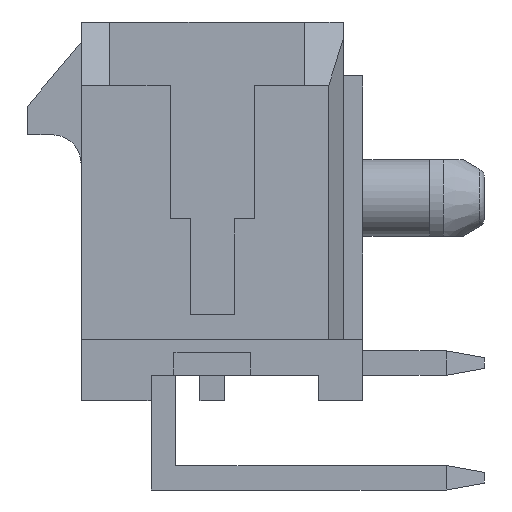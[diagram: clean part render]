
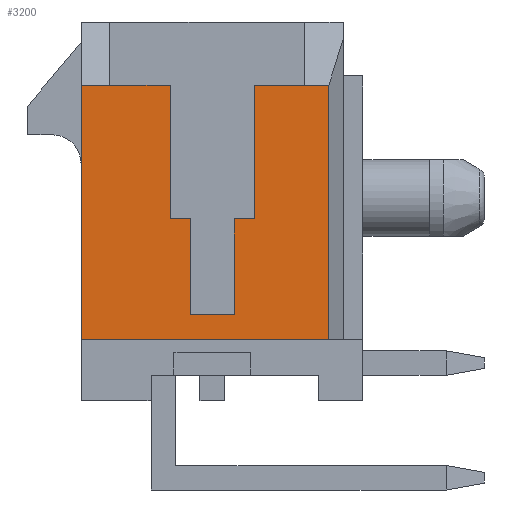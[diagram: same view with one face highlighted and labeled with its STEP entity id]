
A CAD part, left-side view. The second image highlights one B-rep face of the part: STEP entity #3200.
In plain terms, the highlighted planar face has unit normal (-1, 0, 0).
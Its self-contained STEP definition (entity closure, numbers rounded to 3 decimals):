
#187 = ORIENTED_EDGE ( 'NONE', *, *, #15639, .T. ) ;
#269 = LINE ( 'NONE', #16979, #13933 ) ;
#375 = CARTESIAN_POINT ( 'NONE',  ( -27.325, 7.37, 0.61 ) ) ;
#801 = CARTESIAN_POINT ( 'NONE',  ( -27.325, 5.04, 7.27 ) ) ;
#804 = ORIENTED_EDGE ( 'NONE', *, *, #15797, .F. ) ;
#808 = LINE ( 'NONE', #18741, #16867 ) ;
#816 = ORIENTED_EDGE ( 'NONE', *, *, #16053, .F. ) ;
#1070 = CARTESIAN_POINT ( 'NONE',  ( -27.325, 3.365, 3.77 ) ) ;
#1155 = ORIENTED_EDGE ( 'NONE', *, *, #2560, .F. ) ;
#1476 = EDGE_CURVE ( 'NONE', #7943, #16336, #269, .T. ) ;
#1622 = DIRECTION ( 'NONE',  ( 0., 1., 0. ) ) ;
#1640 = CARTESIAN_POINT ( 'NONE',  ( -27.325, 4.515, 3.77 ) ) ;
#1900 = EDGE_CURVE ( 'NONE', #15052, #6426, #12069, .T. ) ;
#1928 = VECTOR ( 'NONE', #19673, 1000. ) ;
#1942 = LINE ( 'NONE', #10165, #7465 ) ;
#2127 = VERTEX_POINT ( 'NONE', #11169 ) ;
#2185 = ORIENTED_EDGE ( 'NONE', *, *, #14431, .T. ) ;
#2312 = CARTESIAN_POINT ( 'NONE',  ( -27.325, 4.515, 1.27 ) ) ;
#2560 = EDGE_CURVE ( 'NONE', #17669, #6223, #7229, .T. ) ;
#2629 = DIRECTION ( 'NONE',  ( 0., 1., 0. ) ) ;
#2997 = ORIENTED_EDGE ( 'NONE', *, *, #6114, .T. ) ;
#3107 = CARTESIAN_POINT ( 'NONE',  ( -27.325, 1.53, 7.27 ) ) ;
#3200 = ADVANCED_FACE ( 'NONE', ( #15197 ), #7039, .F. ) ;
#3435 = LINE ( 'NONE', #13189, #10536 ) ;
#3738 = CARTESIAN_POINT ( 'NONE',  ( -27.325, 5.04, 7.27 ) ) ;
#3932 = VERTEX_POINT ( 'NONE', #11551 ) ;
#3986 = DIRECTION ( 'NONE',  ( 0., 1., 0. ) ) ;
#4013 = VECTOR ( 'NONE', #8293, 1000. ) ;
#4226 = DIRECTION ( 'NONE',  ( 0., 0., -1. ) ) ;
#4390 = LINE ( 'NONE', #16102, #4622 ) ;
#4487 = EDGE_CURVE ( 'NONE', #16336, #3932, #5652, .T. ) ;
#4622 = VECTOR ( 'NONE', #21100, 1000. ) ;
#4770 = ORIENTED_EDGE ( 'NONE', *, *, #10570, .F. ) ;
#5024 = EDGE_CURVE ( 'NONE', #6223, #2127, #3435, .T. ) ;
#5339 = DIRECTION ( 'NONE',  ( 0., 0., -1. ) ) ;
#5363 = VECTOR ( 'NONE', #8585, 1000. ) ;
#5630 = VERTEX_POINT ( 'NONE', #5659 ) ;
#5652 = LINE ( 'NONE', #5877, #10130 ) ;
#5659 = CARTESIAN_POINT ( 'NONE',  ( -27.325, 2.84, 7.27 ) ) ;
#5877 = CARTESIAN_POINT ( 'NONE',  ( -27.325, 4.515, 3.77 ) ) ;
#5999 = VERTEX_POINT ( 'NONE', #6141 ) ;
#6114 = EDGE_CURVE ( 'NONE', #5999, #15052, #11230, .T. ) ;
#6141 = CARTESIAN_POINT ( 'NONE',  ( -27.325, 2.84, 3.77 ) ) ;
#6223 = VERTEX_POINT ( 'NONE', #375 ) ;
#6426 = VERTEX_POINT ( 'NONE', #13938 ) ;
#6774 = EDGE_CURVE ( 'NONE', #17523, #17669, #15949, .T. ) ;
#6775 = DIRECTION ( 'NONE',  ( 0., 0., 1. ) ) ;
#6956 = VERTEX_POINT ( 'NONE', #20068 ) ;
#7039 = PLANE ( 'NONE',  #10676 ) ;
#7210 = DIRECTION ( 'NONE',  ( 0., 0., -1. ) ) ;
#7229 = LINE ( 'NONE', #9170, #20032 ) ;
#7465 = VECTOR ( 'NONE', #1622, 1000. ) ;
#7943 = VERTEX_POINT ( 'NONE', #2312 ) ;
#8293 = DIRECTION ( 'NONE',  ( 0., 1., 0. ) ) ;
#8585 = DIRECTION ( 'NONE',  ( 0., 0., -1. ) ) ;
#8596 = LINE ( 'NONE', #3738, #8790 ) ;
#8738 = LINE ( 'NONE', #15367, #16486 ) ;
#8759 = ORIENTED_EDGE ( 'NONE', *, *, #1900, .T. ) ;
#8790 = VECTOR ( 'NONE', #5339, 1000. ) ;
#8852 = DIRECTION ( 'NONE',  ( 0., -1., 0. ) ) ;
#9014 = CARTESIAN_POINT ( 'NONE',  ( -27.325, 6.62, 7.27 ) ) ;
#9015 = ORIENTED_EDGE ( 'NONE', *, *, #10038, .T. ) ;
#9170 = CARTESIAN_POINT ( 'NONE',  ( -27.325, 0.89, 0.61 ) ) ;
#9487 = DIRECTION ( 'NONE',  ( 0., 1., 0. ) ) ;
#10038 = EDGE_CURVE ( 'NONE', #6426, #7943, #1942, .T. ) ;
#10130 = VECTOR ( 'NONE', #2629, 1000. ) ;
#10164 = ORIENTED_EDGE ( 'NONE', *, *, #5024, .F. ) ;
#10165 = CARTESIAN_POINT ( 'NONE',  ( -27.325, 3.365, 1.27 ) ) ;
#10536 = VECTOR ( 'NONE', #16563, 1000. ) ;
#10570 = EDGE_CURVE ( 'NONE', #18731, #17523, #8738, .T. ) ;
#10676 = AXIS2_PLACEMENT_3D ( 'NONE', #11928, #12258, #18894 ) ;
#11169 = CARTESIAN_POINT ( 'NONE',  ( -27.325, 7.37, 7.27 ) ) ;
#11230 = LINE ( 'NONE', #12859, #13717 ) ;
#11290 = ORIENTED_EDGE ( 'NONE', *, *, #1476, .T. ) ;
#11397 = LINE ( 'NONE', #801, #1928 ) ;
#11551 = CARTESIAN_POINT ( 'NONE',  ( -27.325, 5.04, 3.77 ) ) ;
#11928 = CARTESIAN_POINT ( 'NONE',  ( -27.325, 3.94, 3.965 ) ) ;
#12069 = LINE ( 'NONE', #13694, #5363 ) ;
#12258 = DIRECTION ( 'NONE',  ( 1., 0., 0. ) ) ;
#12859 = CARTESIAN_POINT ( 'NONE',  ( -27.325, 2.84, 3.77 ) ) ;
#12890 = CARTESIAN_POINT ( 'NONE',  ( -27.325, 0.89, 7.27 ) ) ;
#13189 = CARTESIAN_POINT ( 'NONE',  ( -27.325, 7.37, 0.61 ) ) ;
#13246 = CARTESIAN_POINT ( 'NONE',  ( -27.325, 0.89, 7.27 ) ) ;
#13361 = VERTEX_POINT ( 'NONE', #9014 ) ;
#13694 = CARTESIAN_POINT ( 'NONE',  ( -27.325, 3.365, 3.77 ) ) ;
#13717 = VECTOR ( 'NONE', #9487, 1000. ) ;
#13933 = VECTOR ( 'NONE', #6775, 1000. ) ;
#13938 = CARTESIAN_POINT ( 'NONE',  ( -27.325, 3.365, 1.27 ) ) ;
#13985 = EDGE_LOOP ( 'NONE', ( #2997, #8759, #9015, #11290, #16708, #816, #17248, #804, #10164, #1155, #18018, #4770, #2185, #187 ) ) ;
#14431 = EDGE_CURVE ( 'NONE', #18731, #5630, #17976, .T. ) ;
#14660 = EDGE_CURVE ( 'NONE', #6956, #13361, #11397, .T. ) ;
#15052 = VERTEX_POINT ( 'NONE', #1070 ) ;
#15197 = FACE_OUTER_BOUND ( 'NONE', #13985, .T. ) ;
#15367 = CARTESIAN_POINT ( 'NONE',  ( -27.325, 1.53, 7.27 ) ) ;
#15533 = CARTESIAN_POINT ( 'NONE',  ( -27.325, 0.89, 0.61 ) ) ;
#15639 = EDGE_CURVE ( 'NONE', #5630, #5999, #808, .T. ) ;
#15797 = EDGE_CURVE ( 'NONE', #2127, #13361, #4390, .T. ) ;
#15949 = LINE ( 'NONE', #12890, #17730 ) ;
#16053 = EDGE_CURVE ( 'NONE', #6956, #3932, #8596, .T. ) ;
#16102 = CARTESIAN_POINT ( 'NONE',  ( -27.325, 7.37, 7.27 ) ) ;
#16336 = VERTEX_POINT ( 'NONE', #1640 ) ;
#16486 = VECTOR ( 'NONE', #8852, 1000. ) ;
#16563 = DIRECTION ( 'NONE',  ( 0., 0., 1. ) ) ;
#16708 = ORIENTED_EDGE ( 'NONE', *, *, #4487, .T. ) ;
#16867 = VECTOR ( 'NONE', #7210, 1000. ) ;
#16979 = CARTESIAN_POINT ( 'NONE',  ( -27.325, 4.515, 1.27 ) ) ;
#17248 = ORIENTED_EDGE ( 'NONE', *, *, #14660, .T. ) ;
#17523 = VERTEX_POINT ( 'NONE', #13246 ) ;
#17669 = VERTEX_POINT ( 'NONE', #15533 ) ;
#17730 = VECTOR ( 'NONE', #4226, 1000. ) ;
#17976 = LINE ( 'NONE', #3107, #4013 ) ;
#18018 = ORIENTED_EDGE ( 'NONE', *, *, #6774, .F. ) ;
#18069 = CARTESIAN_POINT ( 'NONE',  ( -27.325, 1.53, 7.27 ) ) ;
#18731 = VERTEX_POINT ( 'NONE', #18069 ) ;
#18741 = CARTESIAN_POINT ( 'NONE',  ( -27.325, 2.84, 7.27 ) ) ;
#18894 = DIRECTION ( 'NONE',  ( 0., 1., 0. ) ) ;
#19673 = DIRECTION ( 'NONE',  ( 0., 1., 0. ) ) ;
#20032 = VECTOR ( 'NONE', #3986, 1000. ) ;
#20068 = CARTESIAN_POINT ( 'NONE',  ( -27.325, 5.04, 7.27 ) ) ;
#21100 = DIRECTION ( 'NONE',  ( 0., -1., 0. ) ) ;
